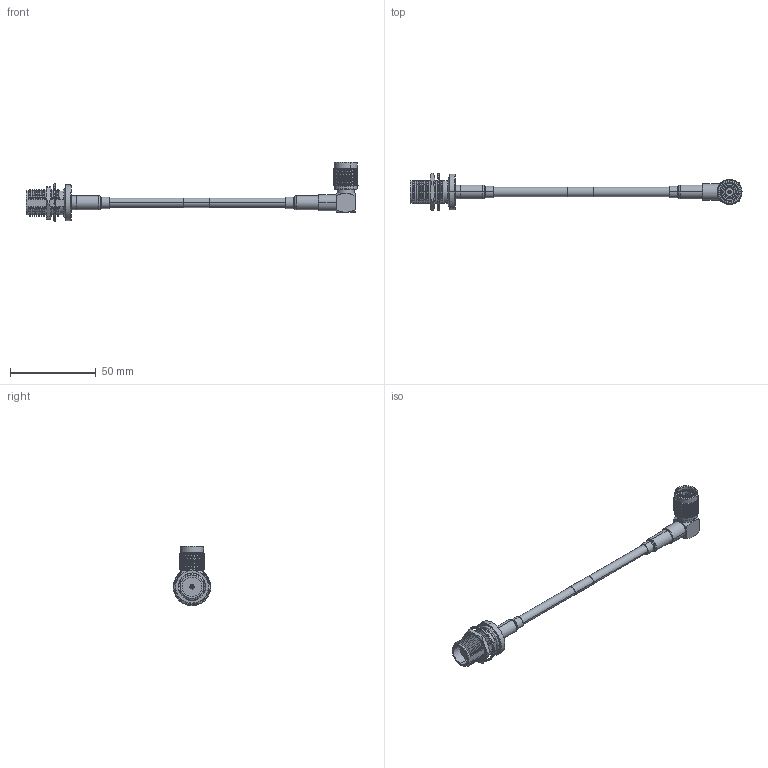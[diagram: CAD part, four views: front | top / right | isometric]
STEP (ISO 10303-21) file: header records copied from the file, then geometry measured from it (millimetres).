
FILE_DESCRIPTION (( 'STEP AP203' ), '1' );
FILE_NAME ('FMCA2770.STEP', '2022-03-09T19:59:20', ( '' ), ( '' ), 'SwSTEP 2.0', 'SolidWorks 2021', '' );
FILE_SCHEMA (( 'CONFIG_CONTROL_DESIGN' ));
Length unit declared in the file: millimetre
Products named in the file (11): FMCA2770; PE4371-MA1; SC4264_1; PE4371-MA2; CA-240-MA1_.75" Long; FMCN1746___; PE4371-MA3; RG223_with label; PE4371-MA5; PE4371-MA4; PE4371-MA0
Assembly tree (11 placements, depth 3):
  FMCA2770
    RG223_with label
    FMCN1746___
      PE4371-MA0
      PE4371-MA1
      PE4371-MA2
      PE4371-MA3
      PE4371-MA4
      PE4371-MA5
    CA-240-MA1_.75" Long  x2
    SC4264_1
Bounding box: 194 x 22 x 34.6 mm (x, y, z)
Volume: 12626.3 mm3; surface area: 12997.6 mm2
Topology: 12 solids, 12 shells, 4521 faces, 9721 edges, 5243 vertices
Faces by surface type: bspline 3061, cylinder 879, plane 383, cone 178, torus 20
Entity records: 182971 total; most frequent: CARTESIAN_POINT 119546, ORIENTED_EDGE 19354, EDGE_CURVE 9677, DIRECTION 5232, VERTEX_POINT 5219, EDGE_LOOP 4536, FACE_OUTER_BOUND 4499, ADVANCED_FACE 4499
